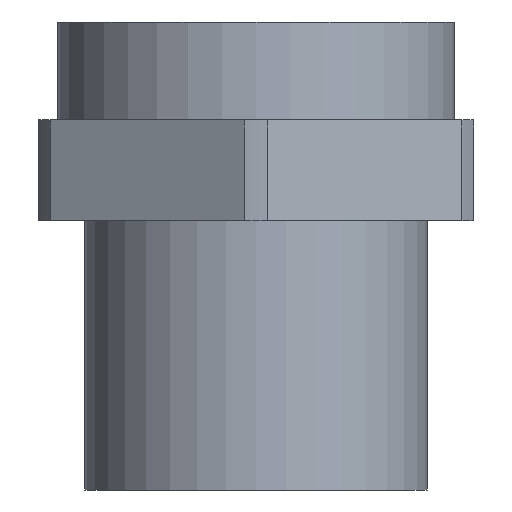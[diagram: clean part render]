
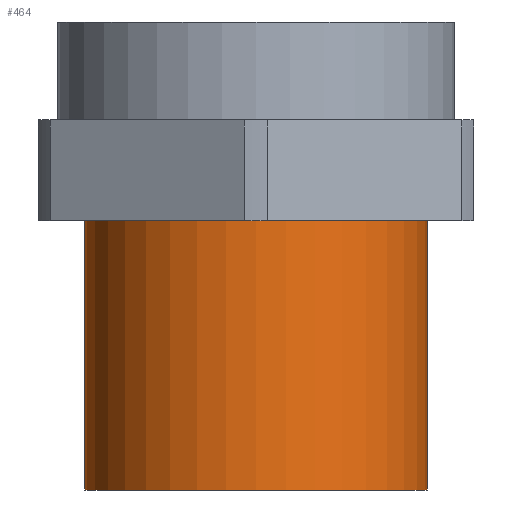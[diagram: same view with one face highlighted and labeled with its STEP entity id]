
A CAD part, front view. The second image highlights one B-rep face of the part: STEP entity #464.
In plain terms, the highlighted cylindrical face has radius 31.5 mm (diameter 63 mm), a partial arc.
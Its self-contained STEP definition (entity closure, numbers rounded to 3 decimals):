
#82 = CIRCLE ( 'NONE', #493, 31.5 ) ;
#188 = EDGE_CURVE ( 'NONE', #762, #322, #82, .T. ) ;
#199 = VECTOR ( 'NONE', #740, 1000. ) ;
#247 = DIRECTION ( 'NONE',  ( 0., 0., 1. ) ) ;
#299 = EDGE_LOOP ( 'NONE', ( #324, #566, #729, #1111 ) ) ;
#300 = DIRECTION ( 'NONE',  ( 1., 0., 0. ) ) ;
#307 = CARTESIAN_POINT ( 'NONE',  ( -31.5, 0., -86. ) ) ;
#322 = VERTEX_POINT ( 'NONE', #1449 ) ;
#324 = ORIENTED_EDGE ( 'NONE', *, *, #1233, .F. ) ;
#464 = ADVANCED_FACE ( 'NONE', ( #808 ), #819, .T. ) ;
#485 = EDGE_CURVE ( 'NONE', #780, #1186, #539, .T. ) ;
#493 = AXIS2_PLACEMENT_3D ( 'NONE', #1437, #1302, #300 ) ;
#508 = CARTESIAN_POINT ( 'NONE',  ( 0., 0., -36.5 ) ) ;
#529 = VECTOR ( 'NONE', #1216, 1000. ) ;
#539 = CIRCLE ( 'NONE', #1215, 31.5 ) ;
#566 = ORIENTED_EDGE ( 'NONE', *, *, #188, .T. ) ;
#638 = CARTESIAN_POINT ( 'NONE',  ( 31.5, 0., -36.5 ) ) ;
#729 = ORIENTED_EDGE ( 'NONE', *, *, #1417, .T. ) ;
#740 = DIRECTION ( 'NONE',  ( 0., 0., 1. ) ) ;
#762 = VERTEX_POINT ( 'NONE', #307 ) ;
#780 = VERTEX_POINT ( 'NONE', #1315 ) ;
#808 = FACE_OUTER_BOUND ( 'NONE', #299, .T. ) ;
#819 = CYLINDRICAL_SURFACE ( 'NONE', #1361, 31.5 ) ;
#961 = DIRECTION ( 'NONE',  ( 1., 0., 0. ) ) ;
#1085 = CARTESIAN_POINT ( 'NONE',  ( -31.5, 0., 0. ) ) ;
#1111 = ORIENTED_EDGE ( 'NONE', *, *, #485, .F. ) ;
#1186 = VERTEX_POINT ( 'NONE', #638 ) ;
#1215 = AXIS2_PLACEMENT_3D ( 'NONE', #508, #1296, #961 ) ;
#1216 = DIRECTION ( 'NONE',  ( 0., 0., 1. ) ) ;
#1224 = CARTESIAN_POINT ( 'NONE',  ( 31.5, 0., 0. ) ) ;
#1233 = EDGE_CURVE ( 'NONE', #762, #780, #1306, .T. ) ;
#1258 = CARTESIAN_POINT ( 'NONE',  ( 0., 0., 0. ) ) ;
#1270 = DIRECTION ( 'NONE',  ( 1., 0., 0. ) ) ;
#1296 = DIRECTION ( 'NONE',  ( 0., 0., 1. ) ) ;
#1302 = DIRECTION ( 'NONE',  ( 0., 0., 1. ) ) ;
#1306 = LINE ( 'NONE', #1085, #199 ) ;
#1315 = CARTESIAN_POINT ( 'NONE',  ( -31.5, 0., -36.5 ) ) ;
#1323 = LINE ( 'NONE', #1224, #529 ) ;
#1361 = AXIS2_PLACEMENT_3D ( 'NONE', #1258, #247, #1270 ) ;
#1417 = EDGE_CURVE ( 'NONE', #322, #1186, #1323, .T. ) ;
#1437 = CARTESIAN_POINT ( 'NONE',  ( 0., 0., -86. ) ) ;
#1449 = CARTESIAN_POINT ( 'NONE',  ( 31.5, 0., -86. ) ) ;
